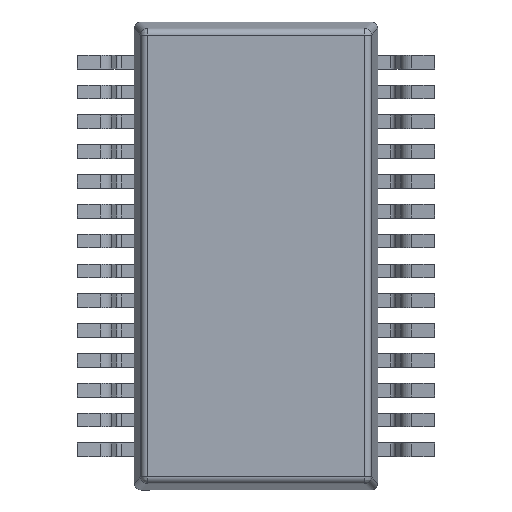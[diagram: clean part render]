
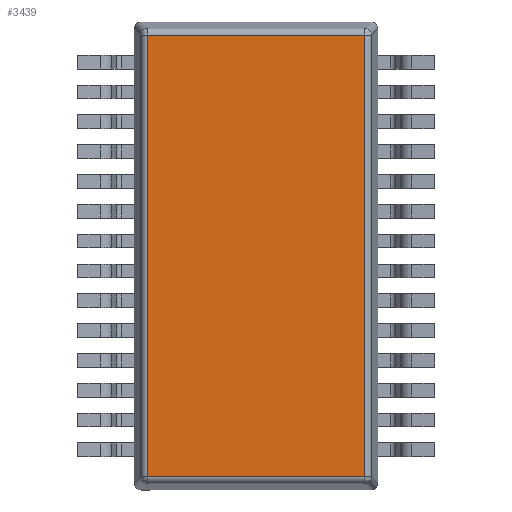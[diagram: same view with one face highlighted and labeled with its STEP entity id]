
A CAD part, front view. The second image highlights one B-rep face of the part: STEP entity #3439.
In plain terms, the highlighted planar face has unit normal (0, -1, 0).
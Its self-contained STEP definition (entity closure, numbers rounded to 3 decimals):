
#119 = EDGE_CURVE ( 'NONE', #4140, #8432, #6129, .T. ) ;
#421 = LINE ( 'NONE', #3605, #1318 ) ;
#712 = CARTESIAN_POINT ( 'NONE',  ( 0., 0.05, -4.815 ) ) ;
#1318 = VECTOR ( 'NONE', #2433, 1000. ) ;
#1824 = DIRECTION ( 'NONE',  ( 0., -1., 0. ) ) ;
#2433 = DIRECTION ( 'NONE',  ( 0., 0., -1. ) ) ;
#2918 = ORIENTED_EDGE ( 'NONE', *, *, #7480, .T. ) ;
#2931 = FACE_OUTER_BOUND ( 'NONE', #5995, .T. ) ;
#3340 = DIRECTION ( 'NONE',  ( 1., 0., 0. ) ) ;
#3439 = ADVANCED_FACE ( 'NONE', ( #2931 ), #7079, .T. ) ;
#3605 = CARTESIAN_POINT ( 'NONE',  ( -2.365, 0.05, 0. ) ) ;
#3682 = LINE ( 'NONE', #712, #11125 ) ;
#4140 = VERTEX_POINT ( 'NONE', #12509 ) ;
#5584 = ORIENTED_EDGE ( 'NONE', *, *, #13651, .T. ) ;
#5995 = EDGE_LOOP ( 'NONE', ( #2918, #8017, #5584, #11140 ) ) ;
#6129 = LINE ( 'NONE', #9980, #11444 ) ;
#6230 = CARTESIAN_POINT ( 'NONE',  ( -2.365, 0.05, 4.815 ) ) ;
#7049 = VERTEX_POINT ( 'NONE', #6230 ) ;
#7079 = PLANE ( 'NONE',  #11933 ) ;
#7476 = CARTESIAN_POINT ( 'NONE',  ( -2.365, 0.05, -4.815 ) ) ;
#7480 = EDGE_CURVE ( 'NONE', #8432, #7049, #9257, .T. ) ;
#7642 = DIRECTION ( 'NONE',  ( 0., 0., 1. ) ) ;
#8017 = ORIENTED_EDGE ( 'NONE', *, *, #9269, .T. ) ;
#8432 = VERTEX_POINT ( 'NONE', #12952 ) ;
#9087 = DIRECTION ( 'NONE',  ( 1., 0., 0. ) ) ;
#9257 = LINE ( 'NONE', #10287, #10032 ) ;
#9269 = EDGE_CURVE ( 'NONE', #7049, #12281, #421, .T. ) ;
#9980 = CARTESIAN_POINT ( 'NONE',  ( 2.365, 0.05, 0. ) ) ;
#10032 = VECTOR ( 'NONE', #10362, 1000. ) ;
#10287 = CARTESIAN_POINT ( 'NONE',  ( 0., 0.05, 4.815 ) ) ;
#10362 = DIRECTION ( 'NONE',  ( -1., 0., 0. ) ) ;
#11125 = VECTOR ( 'NONE', #9087, 1000. ) ;
#11140 = ORIENTED_EDGE ( 'NONE', *, *, #119, .T. ) ;
#11312 = CARTESIAN_POINT ( 'NONE',  ( 0., 0.05, 0. ) ) ;
#11444 = VECTOR ( 'NONE', #7642, 1000. ) ;
#11933 = AXIS2_PLACEMENT_3D ( 'NONE', #11312, #1824, #3340 ) ;
#12281 = VERTEX_POINT ( 'NONE', #7476 ) ;
#12509 = CARTESIAN_POINT ( 'NONE',  ( 2.365, 0.05, -4.815 ) ) ;
#12952 = CARTESIAN_POINT ( 'NONE',  ( 2.365, 0.05, 4.815 ) ) ;
#13651 = EDGE_CURVE ( 'NONE', #12281, #4140, #3682, .T. ) ;
